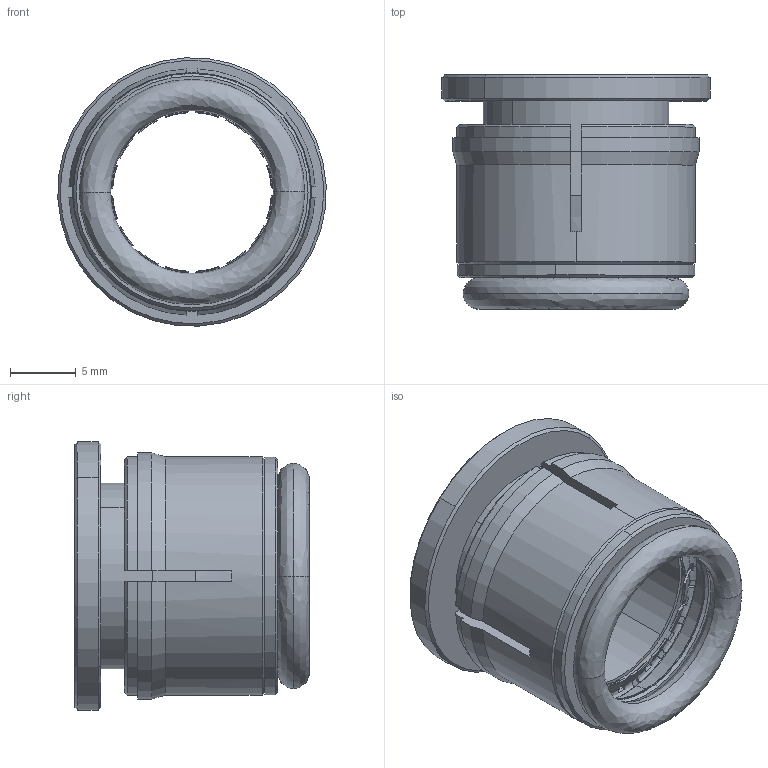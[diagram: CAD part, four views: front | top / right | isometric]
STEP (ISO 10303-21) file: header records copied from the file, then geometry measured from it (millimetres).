
FILE_DESCRIPTION (( 'STEP AP214' ), '1' );
FILE_NAME ('CFS1-2W.STEP', '2018-06-12T15:04:24', ( '' ), ( '' ), 'SwSTEP 2.0', 'SolidWorks 2016', '' );
FILE_SCHEMA (( 'AUTOMOTIVE_DESIGN' ));
Length unit declared in the file: millimetre
Products named in the file (1): CFS1-2W
Bounding box: 20.47 x 17.89 x 20.47 mm (x, y, z)
Volume: 1844 mm3; surface area: 3882.2 mm2
Topology: 5 solids, 5 shells, 369 faces, 1051 edges, 692 vertices
Faces by surface type: plane 142, cone 123, bspline 54, cylinder 50
Entity records: 17556 total; most frequent: CARTESIAN_POINT 4587, ORIENTED_EDGE 2102, DIRECTION 1563, EDGE_CURVE 1051, VERTEX_POINT 692, AXIS2_PLACEMENT_3D 644, B_SPLINE_CURVE_WITH_KNOTS 448, EDGE_LOOP 379
